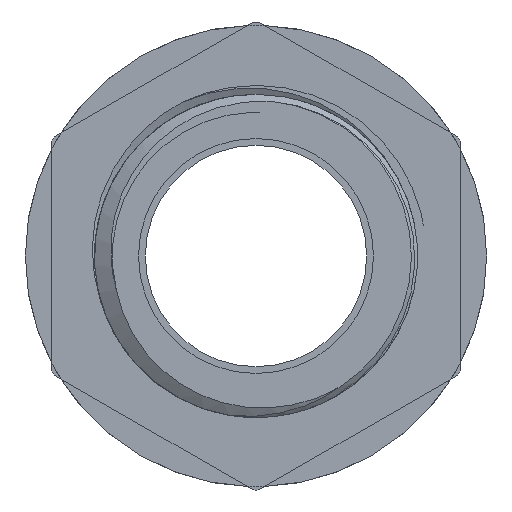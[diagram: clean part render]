
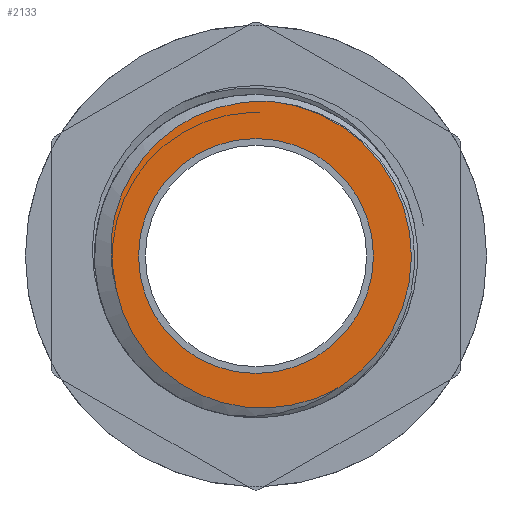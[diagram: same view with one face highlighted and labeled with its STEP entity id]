
A CAD part, front view. The second image highlights one B-rep face of the part: STEP entity #2133.
In plain terms, the highlighted planar face has unit normal (0, -1, 0).
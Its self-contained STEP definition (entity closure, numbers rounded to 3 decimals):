
#131 = CARTESIAN_POINT ( 'NONE',  ( -2.659, -14.986, 12.135 ) ) ;
#190 = CARTESIAN_POINT ( 'NONE',  ( -10.771, -14.986, 5.229 ) ) ;
#492 = DIRECTION ( 'NONE',  ( 0., -1., 0. ) ) ;
#504 = CARTESIAN_POINT ( 'NONE',  ( 1.141, -14.986, 12.516 ) ) ;
#523 = CARTESIAN_POINT ( 'NONE',  ( 0., -14.986, 9.5 ) ) ;
#545 = CARTESIAN_POINT ( 'NONE',  ( 0., -14.986, 0. ) ) ;
#666 = ORIENTED_EDGE ( 'NONE', *, *, #7657, .T. ) ;
#693 = VERTEX_POINT ( 'NONE', #10969 ) ;
#775 = CARTESIAN_POINT ( 'NONE',  ( -8.53, -14.986, -8.285 ) ) ;
#832 = CARTESIAN_POINT ( 'NONE',  ( 0.88, -14.986, -12.297 ) ) ;
#898 = EDGE_CURVE ( 'NONE', #13486, #12131, #14974, .T. ) ;
#1325 = VERTEX_POINT ( 'NONE', #523 ) ;
#1393 = CARTESIAN_POINT ( 'NONE',  ( -4.026, -14.986, 11.692 ) ) ;
#1448 = CARTESIAN_POINT ( 'NONE',  ( -11.265, -14.986, 3.874 ) ) ;
#1820 = DIRECTION ( 'NONE',  ( 0., 0., -1. ) ) ;
#2039 = CARTESIAN_POINT ( 'NONE',  ( -7.502, -14.986, -9.305 ) ) ;
#2084 = CARTESIAN_POINT ( 'NONE',  ( 2.307, -14.986, -12.17 ) ) ;
#2133 = ADVANCED_FACE ( 'NONE', ( #15315, #12062 ), #2992, .F. ) ;
#2160 = CIRCLE ( 'NONE', #9276, 9.5 ) ;
#2657 = CARTESIAN_POINT ( 'NONE',  ( -5.327, -14.986, 11.096 ) ) ;
#2708 = CARTESIAN_POINT ( 'NONE',  ( -11.689, -14.986, 2.002 ) ) ;
#2901 = CARTESIAN_POINT ( 'NONE',  ( 0., -14.986, 0. ) ) ;
#2992 = PLANE ( 'NONE',  #13492 ) ;
#3112 = ORIENTED_EDGE ( 'NONE', *, *, #6209, .F. ) ;
#3243 = CARTESIAN_POINT ( 'NONE',  ( -11.095, -14.986, -3.713 ) ) ;
#3292 = CARTESIAN_POINT ( 'NONE',  ( -6.371, -14.986, -10.186 ) ) ;
#3355 = CARTESIAN_POINT ( 'NONE',  ( 3.723, -14.986, -11.874 ) ) ;
#3954 = CARTESIAN_POINT ( 'NONE',  ( -6.562, -14.986, 10.343 ) ) ;
#4015 = CARTESIAN_POINT ( 'NONE',  ( -11.707, -14.986, -0.885 ) ) ;
#4221 = DIRECTION ( 'NONE',  ( 0., 0., 1. ) ) ;
#4361 = CIRCLE ( 'NONE', #10737, 12.568 ) ;
#4422 = ORIENTED_EDGE ( 'NONE', *, *, #15503, .F. ) ;
#4476 = CARTESIAN_POINT ( 'NONE',  ( 0., -14.986, 0. ) ) ;
#4628 = CARTESIAN_POINT ( 'NONE',  ( -5.141, -14.986, -10.925 ) ) ;
#4683 = CARTESIAN_POINT ( 'NONE',  ( 5.968, -14.986, -11.059 ) ) ;
#5219 = CARTESIAN_POINT ( 'NONE',  ( -0.77, -14.986, 12.504 ) ) ;
#5280 = CARTESIAN_POINT ( 'NONE',  ( -8.401, -14.986, 8.817 ) ) ;
#5332 = CARTESIAN_POINT ( 'NONE',  ( -11.284, -14.986, -2.763 ) ) ;
#5776 = DIRECTION ( 'NONE',  ( 0., 0., 1. ) ) ;
#5875 = CARTESIAN_POINT ( 'NONE',  ( -10.793, -14.986, -4.621 ) ) ;
#5925 = CARTESIAN_POINT ( 'NONE',  ( -3.377, -14.986, -11.703 ) ) ;
#6209 = EDGE_CURVE ( 'NONE', #7172, #1325, #2160, .T. ) ;
#6239 = ORIENTED_EDGE ( 'NONE', *, *, #898, .T. ) ;
#6510 = CARTESIAN_POINT ( 'NONE',  ( 1.141, -14.986, 12.516 ) ) ;
#6560 = CARTESIAN_POINT ( 'NONE',  ( -9.605, -14.986, 7.311 ) ) ;
#7125 = CARTESIAN_POINT ( 'NONE',  ( -9.938, -14.986, -6.349 ) ) ;
#7172 = VERTEX_POINT ( 'NONE', #11844 ) ;
#7187 = CARTESIAN_POINT ( 'NONE',  ( -1.039, -14.986, -12.205 ) ) ;
#7657 = EDGE_CURVE ( 'NONE', #693, #13486, #4361, .T. ) ;
#7770 = CARTESIAN_POINT ( 'NONE',  ( -2.186, -14.986, 12.248 ) ) ;
#7834 = CARTESIAN_POINT ( 'NONE',  ( -10.356, -14.986, 6.089 ) ) ;
#8120 = CARTESIAN_POINT ( 'NONE',  ( 0., -14.986, 0. ) ) ;
#8409 = CARTESIAN_POINT ( 'NONE',  ( -9.139, -14.986, -7.546 ) ) ;
#8461 = CARTESIAN_POINT ( 'NONE',  ( 0.403, -14.986, -12.302 ) ) ;
#8760 = ORIENTED_EDGE ( 'NONE', *, *, #11589, .T. ) ;
#9036 = CARTESIAN_POINT ( 'NONE',  ( -3.578, -14.986, 11.857 ) ) ;
#9082 = CARTESIAN_POINT ( 'NONE',  ( -10.953, -14.986, 4.787 ) ) ;
#9122 = B_SPLINE_CURVE_WITH_KNOTS ( 'NONE', 3,
 ( #12082, #3243, #5875, #14562, #7125, #15733, #8409, #775, #9641, #2039, #10887, #3292, #12129, #4628, #13378, #5925, #14618, #7187, #15774, #8461, #832, #9694, #2084, #10943, #3355, #12177, #4683, #13440 ),
 .UNSPECIFIED., .F., .F.,
 ( 4, 2, 2, 2, 2, 2, 2, 2, 2, 2, 2, 2, 2, 4 ),
 ( 0., 0.003, 0.004, 0.006, 0.007, 0.009, 0.01, 0.011, 0.014, 0.016, 0.017, 0.019, 0.02, 0.023 ),
 .UNSPECIFIED. ) ;
#9276 = AXIS2_PLACEMENT_3D ( 'NONE', #545, #9444, #1820 ) ;
#9389 = DIRECTION ( 'NONE',  ( 0., 0., -1. ) ) ;
#9444 = DIRECTION ( 'NONE',  ( 0., -1., 0. ) ) ;
#9641 = CARTESIAN_POINT ( 'NONE',  ( -8.202, -14.986, -8.639 ) ) ;
#9694 = CARTESIAN_POINT ( 'NONE',  ( 1.832, -14.986, -12.231 ) ) ;
#9738 = CARTESIAN_POINT ( 'NONE',  ( -11.284, -14.986, -2.763 ) ) ;
#10248 = CARTESIAN_POINT ( 'NONE',  ( -4.901, -14.986, 11.312 ) ) ;
#10309 = CARTESIAN_POINT ( 'NONE',  ( -11.393, -14.986, 3.407 ) ) ;
#10501 = EDGE_LOOP ( 'NONE', ( #3112, #4422 ) ) ;
#10737 = AXIS2_PLACEMENT_3D ( 'NONE', #2901, #11754, #4221 ) ;
#10887 = CARTESIAN_POINT ( 'NONE',  ( -7.136, -14.986, -9.614 ) ) ;
#10943 = CARTESIAN_POINT ( 'NONE',  ( 3.252, -14.986, -11.992 ) ) ;
#10969 = CARTESIAN_POINT ( 'NONE',  ( 6.799, -14.986, -10.571 ) ) ;
#11243 = CIRCLE ( 'NONE', #14338, 9.5 ) ;
#11514 = CARTESIAN_POINT ( 'NONE',  ( -6.157, -14.986, 10.613 ) ) ;
#11561 = CARTESIAN_POINT ( 'NONE',  ( -11.773, -14.986, 1.05 ) ) ;
#11589 = EDGE_CURVE ( 'NONE', #12131, #693, #9122, .T. ) ;
#11754 = DIRECTION ( 'NONE',  ( 0., -1., 0. ) ) ;
#11844 = CARTESIAN_POINT ( 'NONE',  ( 0., -14.986, -9.5 ) ) ;
#12062 = FACE_OUTER_BOUND ( 'NONE', #14935, .T. ) ;
#12082 = CARTESIAN_POINT ( 'NONE',  ( -11.284, -14.986, -2.763 ) ) ;
#12129 = CARTESIAN_POINT ( 'NONE',  ( -5.972, -14.986, -10.448 ) ) ;
#12131 = VERTEX_POINT ( 'NONE', #9738 ) ;
#12177 = CARTESIAN_POINT ( 'NONE',  ( 5.095, -14.986, -11.445 ) ) ;
#12753 = CARTESIAN_POINT ( 'NONE',  ( -7.711, -14.986, 9.477 ) ) ;
#12806 = CARTESIAN_POINT ( 'NONE',  ( -11.555, -14.986, -1.834 ) ) ;
#13246 = DIRECTION ( 'NONE',  ( 0., 1., 0. ) ) ;
#13378 = CARTESIAN_POINT ( 'NONE',  ( -4.706, -14.986, -11.141 ) ) ;
#13440 = CARTESIAN_POINT ( 'NONE',  ( 6.799, -14.986, -10.571 ) ) ;
#13486 = VERTEX_POINT ( 'NONE', #504 ) ;
#13492 = AXIS2_PLACEMENT_3D ( 'NONE', #4476, #13246, #5776 ) ;
#13937 = CARTESIAN_POINT ( 'NONE',  ( 0.182, -14.986, 12.565 ) ) ;
#14002 = CARTESIAN_POINT ( 'NONE',  ( -9.319, -14.986, 7.704 ) ) ;
#14338 = AXIS2_PLACEMENT_3D ( 'NONE', #8120, #492, #9389 ) ;
#14562 = CARTESIAN_POINT ( 'NONE',  ( -10.173, -14.986, -5.924 ) ) ;
#14618 = CARTESIAN_POINT ( 'NONE',  ( -2.46, -14.986, -11.968 ) ) ;
#14935 = EDGE_LOOP ( 'NONE', ( #6239, #8760, #666 ) ) ;
#14974 = B_SPLINE_CURVE_WITH_KNOTS ( 'NONE', 3,
 ( #6510, #13937, #5219, #7770, #131, #9036, #1393, #10248, #2657, #11514, #3954, #12753, #5280, #14002, #6560, #15203, #7834, #190, #9082, #1448, #10309, #2708, #11561, #4015, #12806, #5332 ),
 .UNSPECIFIED., .F., .F.,
 ( 4, 2, 2, 2, 2, 2, 2, 2, 2, 2, 2, 2, 4 ),
 ( 0.013, 0.016, 0.017, 0.019, 0.02, 0.021, 0.024, 0.026, 0.027, 0.029, 0.03, 0.033, 0.036 ),
 .UNSPECIFIED. ) ;
#15203 = CARTESIAN_POINT ( 'NONE',  ( -10.123, -14.986, 6.505 ) ) ;
#15315 = FACE_BOUND ( 'NONE', #10501, .T. ) ;
#15503 = EDGE_CURVE ( 'NONE', #1325, #7172, #11243, .T. ) ;
#15733 = CARTESIAN_POINT ( 'NONE',  ( -9.421, -14.986, -7.159 ) ) ;
#15774 = CARTESIAN_POINT ( 'NONE',  ( -0.556, -14.986, -12.257 ) ) ;
